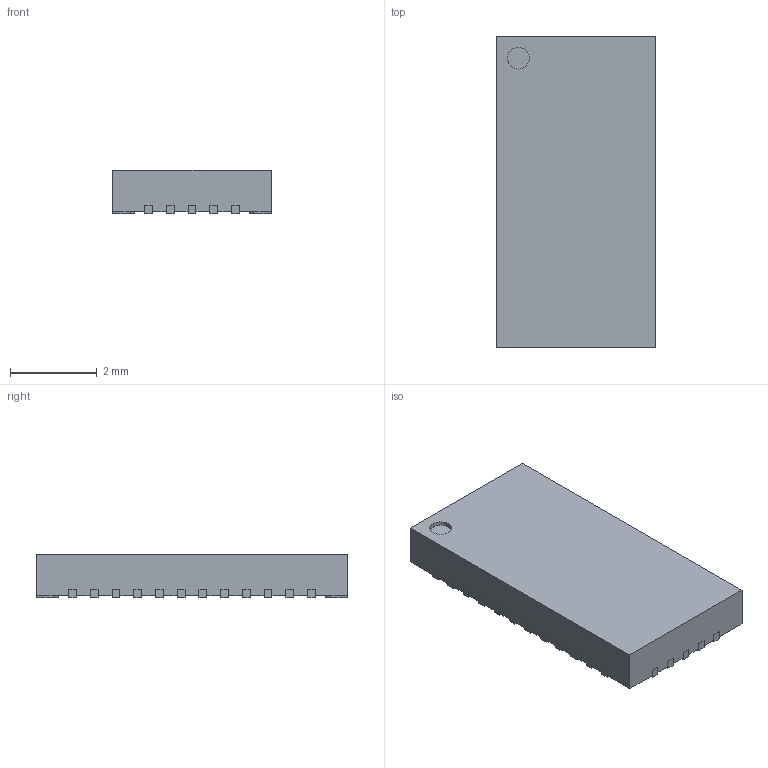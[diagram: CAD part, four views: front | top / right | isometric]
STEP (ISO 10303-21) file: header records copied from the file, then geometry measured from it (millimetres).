
FILE_DESCRIPTION((''),'2;1');
FILE_NAME('QFN50P350X700X100-35N-R255X565.stp','2010-03-30T17:01:35',(''),(''),'Mechanical Desktop 2010','Mechanical Desktop 2010',', , ');
FILE_SCHEMA(('AUTOMOTIVE_DESIGN { 1 2 10303 214 1 1 1 1 }'));
Length unit declared in the file: millimetre
Products named in the file (1): Product
Bounding box: 3.65 x 7.15 x 1 mm (x, y, z)
Volume: 24.9 mm3; surface area: 91.8 mm2
Topology: 34 solids, 34 shells, 343 faces, 822 edges, 548 vertices
Faces by surface type: bspline 214, plane 103, cylinder 26
Entity records: 10452 total; most frequent: CARTESIAN_POINT 2958, ORIENTED_EDGE 1644, DIRECTION 1220, EDGE_CURVE 822, VECTOR 684, LINE 684, VERTEX_POINT 548, EDGE_LOOP 344
